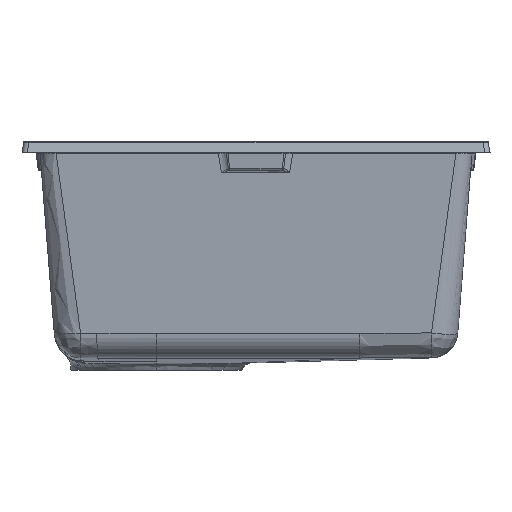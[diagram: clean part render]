
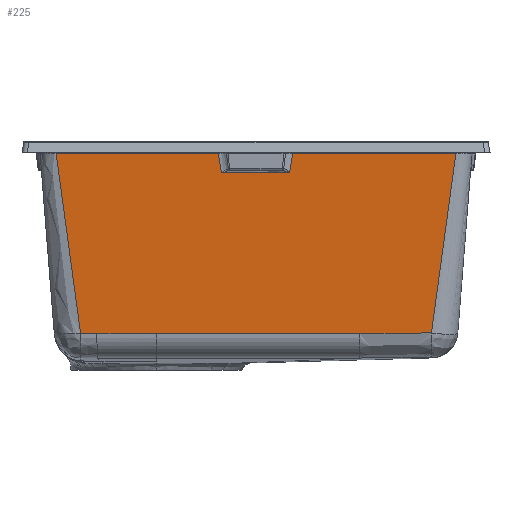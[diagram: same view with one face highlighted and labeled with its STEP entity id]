
A CAD part, left-side view. The second image highlights one B-rep face of the part: STEP entity #225.
In plain terms, the highlighted planar face has unit normal (-0.997, 0, -0.079).
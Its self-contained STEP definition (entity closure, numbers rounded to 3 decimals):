
#225=ADVANCED_FACE('',(#511),#4205,.T.);
#511=FACE_OUTER_BOUND('',#800,.T.);
#800=EDGE_LOOP('',(#1809,#1810,#1811,#1812,#1813,#1814,#1815,#1816,#1817,
#1818,#1819));
#1809=ORIENTED_EDGE('',*,*,#2685,.T.);
#1810=ORIENTED_EDGE('',*,*,#2686,.T.);
#1811=ORIENTED_EDGE('',*,*,#2687,.T.);
#1812=ORIENTED_EDGE('',*,*,#2705,.T.);
#1813=ORIENTED_EDGE('',*,*,#2688,.F.);
#1814=ORIENTED_EDGE('',*,*,#2689,.T.);
#1815=ORIENTED_EDGE('',*,*,#2690,.T.);
#1816=ORIENTED_EDGE('',*,*,#2691,.T.);
#1817=ORIENTED_EDGE('',*,*,#2692,.T.);
#1818=ORIENTED_EDGE('',*,*,#2693,.T.);
#1819=ORIENTED_EDGE('',*,*,#2707,.T.);
#2685=EDGE_CURVE('',#3839,#3840,#3392,.T.);
#2686=EDGE_CURVE('',#3840,#3841,#3393,.T.);
#2687=EDGE_CURVE('',#3841,#3842,#3394,.T.);
#2688=EDGE_CURVE('',#3838,#3837,#3395,.T.);
#2689=EDGE_CURVE('',#3838,#3843,#3396,.T.);
#2690=EDGE_CURVE('',#3843,#3844,#3397,.T.);
#2691=EDGE_CURVE('',#3844,#3845,#3398,.T.);
#2692=EDGE_CURVE('',#3845,#3846,#3399,.T.);
#2693=EDGE_CURVE('',#3846,#3847,#3400,.T.);
#2705=EDGE_CURVE('',#3842,#3837,#3409,.T.);
#2707=EDGE_CURVE('',#3847,#3839,#3411,.T.);
#3392=B_SPLINE_CURVE_WITH_KNOTS('',3,(#15969,#15970,#15971,#15972,#15973,
#15974),.UNSPECIFIED.,.F.,.F.,(4,1,1,4),(0.,6.155,12.31,
18.465),.UNSPECIFIED.);
#3393=B_SPLINE_CURVE_WITH_KNOTS('',1,(#15975,#15976),.UNSPECIFIED.,.F.,
 .F.,(2,2),(0.,64.75),.UNSPECIFIED.);
#3394=B_SPLINE_CURVE_WITH_KNOTS('',3,(#15977,#15978,#15979,#15980,#15981,
#15982),.UNSPECIFIED.,.F.,.F.,(4,1,1,4),(0.,6.162,12.324,
18.486),.UNSPECIFIED.);
#3395=B_SPLINE_CURVE_WITH_KNOTS('',1,(#15983,#15984),.UNSPECIFIED.,.F.,
 .F.,(2,2),(-173.271,0.),.UNSPECIFIED.);
#3396=B_SPLINE_CURVE_WITH_KNOTS('',3,(#15985,#15986,#15987,#15988,#15989,
#15990,#15991),.UNSPECIFIED.,.F.,.F.,(4,1,1,1,4),(0.,3.892,7.784,
11.676,15.568),.UNSPECIFIED.);
#3397=B_SPLINE_CURVE_WITH_KNOTS('',3,(#15992,#15993,#15994,#15995),
 .UNSPECIFIED.,.F.,.F.,(4,4),(0.,56.178),.UNSPECIFIED.);
#3398=B_SPLINE_CURVE_WITH_KNOTS('',1,(#15996,#15997),.UNSPECIFIED.,.F.,
 .F.,(2,2),(0.,193.526),.UNSPECIFIED.);
#3399=B_SPLINE_CURVE_WITH_KNOTS('',3,(#15998,#15999,#16000,#16001,#16002,
#16003,#16004,#16005,#16006,#16007,#16008,#16009,#16010,#16011,#16012,#16013),
 .UNSPECIFIED.,.F.,.F.,(4,1,1,1,1,1,1,1,1,1,1,1,1,4),(0.,5.244,
10.489,15.733,20.978,26.222,31.467,
36.711,41.955,47.2,52.444,57.689,
62.933,68.178),.UNSPECIFIED.);
#3400=B_SPLINE_CURVE_WITH_KNOTS('',1,(#16014,#16015),.UNSPECIFIED.,.F.,
 .F.,(2,2),(0.,172.798),.UNSPECIFIED.);
#3409=B_SPLINE_CURVE_WITH_KNOTS('',1,(#16089,#16090),.UNSPECIFIED.,.F.,
 .F.,(2,2),(-154.108,0.),.UNSPECIFIED.);
#3411=B_SPLINE_CURVE_WITH_KNOTS('',1,(#16099,#16100),.UNSPECIFIED.,.F.,
 .F.,(2,2),(-155.074,0.),.UNSPECIFIED.);
#3837=VERTEX_POINT('',#13522);
#3838=VERTEX_POINT('',#13523);
#3839=VERTEX_POINT('',#13524);
#3840=VERTEX_POINT('',#13525);
#3841=VERTEX_POINT('',#13526);
#3842=VERTEX_POINT('',#13527);
#3843=VERTEX_POINT('',#13528);
#3844=VERTEX_POINT('',#13529);
#3845=VERTEX_POINT('',#13530);
#3846=VERTEX_POINT('',#13531);
#3847=VERTEX_POINT('',#13532);
#4205=PLANE('',#4271);
#4271=AXIS2_PLACEMENT_3D('',#10311,#4320,$);
#4320=DIRECTION('',(-0.997,0.,-0.078));
#10311=CARTESIAN_POINT('',(-267.233,133.897,7.166));
#13522=CARTESIAN_POINT('',(-265.807,94.99,-10.952));
#13523=CARTESIAN_POINT('',(-252.335,71.745,-182.127));
#13524=CARTESIAN_POINT('',(-265.807,-129.797,-10.952));
#13525=CARTESIAN_POINT('',(-264.376,-126.898,-29.132));
#13526=CARTESIAN_POINT('',(-264.376,-62.147,-29.132));
#13527=CARTESIAN_POINT('',(-265.807,-59.118,-10.952));
#13528=CARTESIAN_POINT('',(-252.325,56.178,-182.255));
#13529=CARTESIAN_POINT('',(-252.325,0.,-182.255));
#13530=CARTESIAN_POINT('',(-252.325,-193.526,-182.255));
#13531=CARTESIAN_POINT('',(-252.372,-261.7,-181.661));
#13532=CARTESIAN_POINT('',(-265.807,-284.871,-10.952));
#15969=CARTESIAN_POINT('',(-265.807,-129.797,-10.952));
#15970=CARTESIAN_POINT('',(-265.646,-129.479,-12.998));
#15971=CARTESIAN_POINT('',(-265.325,-128.841,-17.072));
#15972=CARTESIAN_POINT('',(-264.848,-127.875,-23.133));
#15973=CARTESIAN_POINT('',(-264.533,-127.225,-27.138));
#15974=CARTESIAN_POINT('',(-264.376,-126.898,-29.132));
#15975=CARTESIAN_POINT('',(-264.376,-126.898,-29.132));
#15976=CARTESIAN_POINT('',(-264.376,-62.147,-29.132));
#15977=CARTESIAN_POINT('',(-264.376,-62.147,-29.132));
#15978=CARTESIAN_POINT('',(-264.533,-61.806,-27.139));
#15979=CARTESIAN_POINT('',(-264.848,-61.126,-23.134));
#15980=CARTESIAN_POINT('',(-265.325,-60.117,-17.074));
#15981=CARTESIAN_POINT('',(-265.646,-59.45,-12.998));
#15982=CARTESIAN_POINT('',(-265.807,-59.118,-10.952));
#15983=CARTESIAN_POINT('',(-252.335,71.745,-182.127));
#15984=CARTESIAN_POINT('',(-265.807,94.99,-10.952));
#15985=CARTESIAN_POINT('',(-252.335,71.745,-182.127));
#15986=CARTESIAN_POINT('',(-252.333,70.66,-182.151));
#15987=CARTESIAN_POINT('',(-252.33,68.377,-182.195));
#15988=CARTESIAN_POINT('',(-252.326,64.721,-182.244));
#15989=CARTESIAN_POINT('',(-252.324,60.501,-182.264));
#15990=CARTESIAN_POINT('',(-252.325,57.645,-182.259));
#15991=CARTESIAN_POINT('',(-252.325,56.178,-182.255));
#15992=CARTESIAN_POINT('',(-252.325,56.178,-182.255));
#15993=CARTESIAN_POINT('',(-252.325,37.452,-182.255));
#15994=CARTESIAN_POINT('',(-252.325,18.726,-182.255));
#15995=CARTESIAN_POINT('',(-252.325,0.,-182.255));
#15996=CARTESIAN_POINT('',(-252.325,0.,-182.255));
#15997=CARTESIAN_POINT('',(-252.325,-193.526,-182.255));
#15998=CARTESIAN_POINT('',(-252.325,-193.526,-182.255));
#15999=CARTESIAN_POINT('',(-252.325,-194.739,-182.255));
#16000=CARTESIAN_POINT('',(-252.325,-197.413,-182.255));
#16001=CARTESIAN_POINT('',(-252.325,-202.315,-182.251));
#16002=CARTESIAN_POINT('',(-252.327,-207.684,-182.237));
#16003=CARTESIAN_POINT('',(-252.329,-213.186,-182.212));
#16004=CARTESIAN_POINT('',(-252.331,-218.629,-182.178));
#16005=CARTESIAN_POINT('',(-252.335,-224.036,-182.135));
#16006=CARTESIAN_POINT('',(-252.339,-229.432,-182.084));
#16007=CARTESIAN_POINT('',(-252.343,-234.83,-182.027));
#16008=CARTESIAN_POINT('',(-252.348,-240.224,-181.964));
#16009=CARTESIAN_POINT('',(-252.353,-245.602,-181.895));
#16010=CARTESIAN_POINT('',(-252.359,-250.967,-181.822));
#16011=CARTESIAN_POINT('',(-252.365,-256.335,-181.744));
#16012=CARTESIAN_POINT('',(-252.37,-259.912,-181.689));
#16013=CARTESIAN_POINT('',(-252.372,-261.7,-181.661));
#16014=CARTESIAN_POINT('',(-252.372,-261.7,-181.661));
#16015=CARTESIAN_POINT('',(-265.807,-284.871,-10.952));
#16089=CARTESIAN_POINT('',(-265.807,-59.118,-10.952));
#16090=CARTESIAN_POINT('',(-265.807,94.99,-10.952));
#16099=CARTESIAN_POINT('',(-265.807,-284.871,-10.952));
#16100=CARTESIAN_POINT('',(-265.807,-129.797,-10.952));
